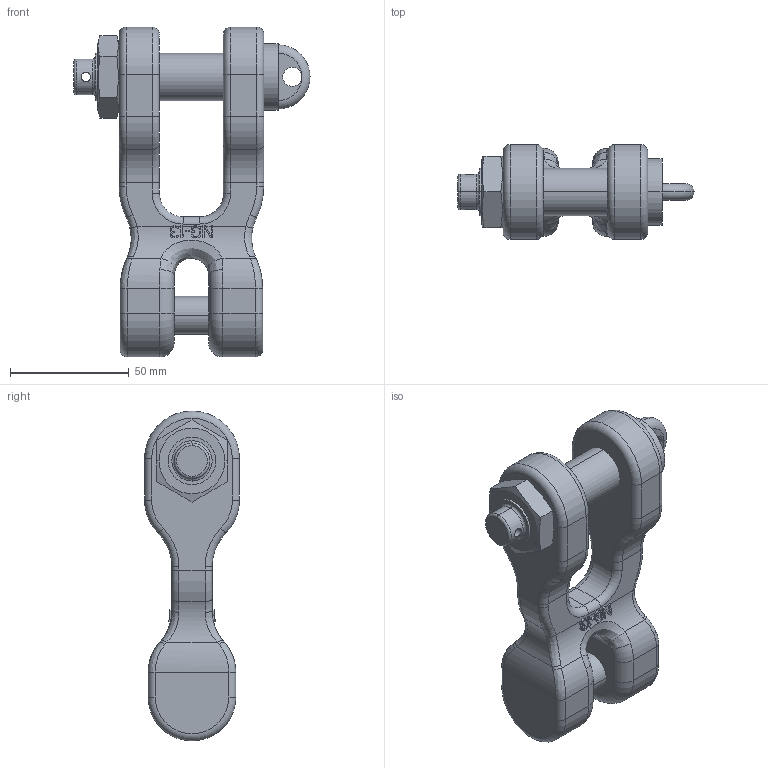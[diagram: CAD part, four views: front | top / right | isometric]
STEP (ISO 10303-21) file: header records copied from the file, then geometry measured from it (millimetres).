
FILE_DESCRIPTION((''),'2;1');
FILE_NAME('CM0013081_ASM','2018-08-30T',('net_ag'),(''),'PRO/ENGINEER BY PARAMETRIC TECHNOLOGY CORPORATION, 2017170','PRO/ENGINEER BY PARAMETRIC TECHNOLOGY CORPORATION, 2017170','');
FILE_SCHEMA(('CONFIG_CONTROL_DESIGN'));
Length unit declared in the file: millimetre
Products named in the file (5): CM0012597_PRT; CM0012527_PRT; CM0012613_PRT; CM0012624_PRT; CM0013081_ASM
Assembly tree (4 placements, depth 2):
  CM0013081_ASM
    CM0012597_PRT
    CM0012527_PRT
    CM0012613_PRT
    CM0012624_PRT
Bounding box: 99.5 x 40 x 139 mm (x, y, z)
Volume: 197800.9 mm3; surface area: 39694 mm2
Topology: 4 solids, 4 shells, 382 faces, 1002 edges, 630 vertices
Faces by surface type: plane 223, cylinder 81, torus 48, bspline 18, cone 12
Entity records: 13087 total; most frequent: CARTESIAN_POINT 3773, ORIENTED_EDGE 2004, DIRECTION 1862, EDGE_CURVE 1002, AXIS2_PLACEMENT_3D 687, VERTEX_POINT 630, VECTOR 488, LINE 488
